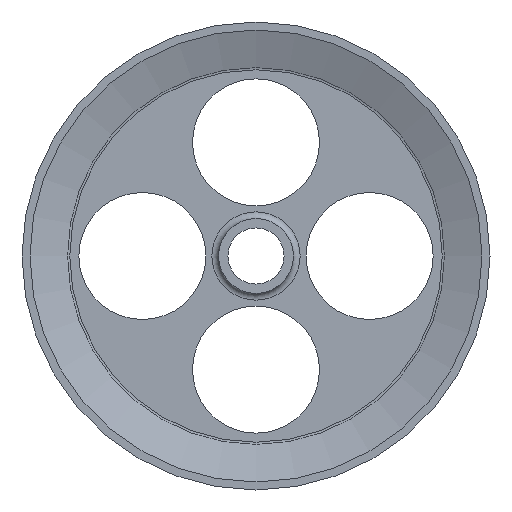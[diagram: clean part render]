
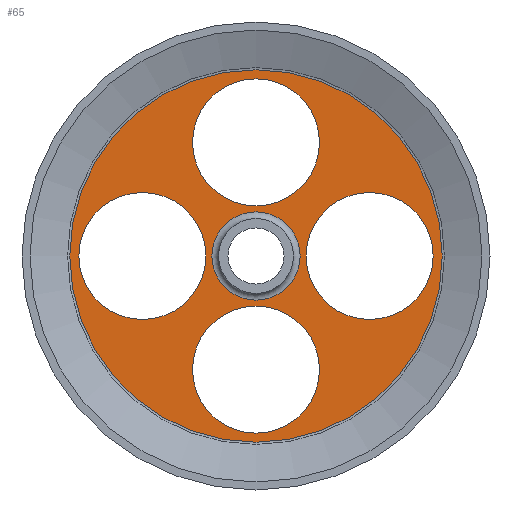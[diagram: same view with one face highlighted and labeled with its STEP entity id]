
A CAD part, left-side view. The second image highlights one B-rep face of the part: STEP entity #65.
In plain terms, the highlighted planar face has unit normal (-1, 0, 0).
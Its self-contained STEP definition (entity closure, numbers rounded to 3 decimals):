
#3 = FACE_BOUND ( 'NONE', #647, .T. ) ;
#19 = CARTESIAN_POINT ( 'NONE',  ( 10.5, -85., 0. ) ) ;
#44 = AXIS2_PLACEMENT_3D ( 'NONE', #672, #564, #450 ) ;
#50 = ORIENTED_EDGE ( 'NONE', *, *, #517, .F. ) ;
#65 = ADVANCED_FACE ( 'NONE', ( #541, #3, #177, #380, #174, #223 ), #393, .F. ) ;
#66 = DIRECTION ( 'NONE',  ( 0., 0., 1. ) ) ;
#86 = ORIENTED_EDGE ( 'NONE', *, *, #262, .F. ) ;
#90 = VERTEX_POINT ( 'NONE', #423 ) ;
#102 = EDGE_LOOP ( 'NONE', ( #692 ) ) ;
#118 = DIRECTION ( 'NONE',  ( -1., 0., 0. ) ) ;
#119 = AXIS2_PLACEMENT_3D ( 'NONE', #534, #336, #66 ) ;
#142 = AXIS2_PLACEMENT_3D ( 'NONE', #160, #432, #495 ) ;
#154 = AXIS2_PLACEMENT_3D ( 'NONE', #410, #629, #467 ) ;
#160 = CARTESIAN_POINT ( 'NONE',  ( 10.5, 33., 0. ) ) ;
#171 = EDGE_LOOP ( 'NONE', ( #673 ) ) ;
#174 = FACE_BOUND ( 'NONE', #171, .T. ) ;
#177 = FACE_BOUND ( 'NONE', #475, .T. ) ;
#179 = CIRCLE ( 'NONE', #571, 47.5 ) ;
#215 = CARTESIAN_POINT ( 'NONE',  ( 10.5, 0., 0. ) ) ;
#223 = FACE_OUTER_BOUND ( 'NONE', #102, .T. ) ;
#224 = CIRCLE ( 'NONE', #119, 139.27 ) ;
#248 = EDGE_CURVE ( 'NONE', #264, #264, #179, .T. ) ;
#253 = CARTESIAN_POINT ( 'NONE',  ( 10.5, 0., 139.27 ) ) ;
#256 = CIRCLE ( 'NONE', #502, 47.5 ) ;
#262 = EDGE_CURVE ( 'NONE', #514, #514, #448, .T. ) ;
#264 = VERTEX_POINT ( 'NONE', #471 ) ;
#275 = DIRECTION ( 'NONE',  ( 0., 0., 1. ) ) ;
#301 = CIRCLE ( 'NONE', #350, 33. ) ;
#336 = DIRECTION ( 'NONE',  ( -1., 0., 0. ) ) ;
#350 = AXIS2_PLACEMENT_3D ( 'NONE', #215, #118, #596 ) ;
#360 = ORIENTED_EDGE ( 'NONE', *, *, #390, .F. ) ;
#365 = VERTEX_POINT ( 'NONE', #691 ) ;
#374 = EDGE_LOOP ( 'NONE', ( #360 ) ) ;
#380 = FACE_BOUND ( 'NONE', #557, .T. ) ;
#390 = EDGE_CURVE ( 'NONE', #365, #365, #600, .T. ) ;
#393 = PLANE ( 'NONE',  #142 ) ;
#408 = DIRECTION ( 'NONE',  ( -1., 0., 0. ) ) ;
#410 = CARTESIAN_POINT ( 'NONE',  ( 10.5, 0., 85. ) ) ;
#423 = CARTESIAN_POINT ( 'NONE',  ( 10.5, 0., 33. ) ) ;
#432 = DIRECTION ( 'NONE',  ( 1., 0., 0. ) ) ;
#433 = CARTESIAN_POINT ( 'NONE',  ( 10.5, 0., -85. ) ) ;
#448 = CIRCLE ( 'NONE', #44, 47.5 ) ;
#450 = DIRECTION ( 'NONE',  ( 0., 0., 1. ) ) ;
#467 = DIRECTION ( 'NONE',  ( 0., 0., 1. ) ) ;
#468 = CARTESIAN_POINT ( 'NONE',  ( 10.5, 85., 47.5 ) ) ;
#471 = CARTESIAN_POINT ( 'NONE',  ( 10.5, -85., 47.5 ) ) ;
#475 = EDGE_LOOP ( 'NONE', ( #50 ) ) ;
#495 = DIRECTION ( 'NONE',  ( 0., 0., -1. ) ) ;
#502 = AXIS2_PLACEMENT_3D ( 'NONE', #433, #539, #275 ) ;
#514 = VERTEX_POINT ( 'NONE', #468 ) ;
#517 = EDGE_CURVE ( 'NONE', #636, #636, #256, .T. ) ;
#534 = CARTESIAN_POINT ( 'NONE',  ( 10.5, 0., 0. ) ) ;
#539 = DIRECTION ( 'NONE',  ( -1., 0., 0. ) ) ;
#541 = FACE_BOUND ( 'NONE', #374, .T. ) ;
#557 = EDGE_LOOP ( 'NONE', ( #86 ) ) ;
#561 = EDGE_CURVE ( 'NONE', #90, #90, #301, .T. ) ;
#564 = DIRECTION ( 'NONE',  ( -1., 0., 0. ) ) ;
#571 = AXIS2_PLACEMENT_3D ( 'NONE', #19, #408, #666 ) ;
#591 = VERTEX_POINT ( 'NONE', #253 ) ;
#596 = DIRECTION ( 'NONE',  ( 0., 0., 1. ) ) ;
#600 = CIRCLE ( 'NONE', #154, 47.5 ) ;
#622 = ORIENTED_EDGE ( 'NONE', *, *, #248, .F. ) ;
#629 = DIRECTION ( 'NONE',  ( -1., 0., 0. ) ) ;
#636 = VERTEX_POINT ( 'NONE', #646 ) ;
#641 = EDGE_CURVE ( 'NONE', #591, #591, #224, .T. ) ;
#646 = CARTESIAN_POINT ( 'NONE',  ( 10.5, 0., -37.5 ) ) ;
#647 = EDGE_LOOP ( 'NONE', ( #622 ) ) ;
#666 = DIRECTION ( 'NONE',  ( 0., 0., 1. ) ) ;
#672 = CARTESIAN_POINT ( 'NONE',  ( 10.5, 85., 0. ) ) ;
#673 = ORIENTED_EDGE ( 'NONE', *, *, #561, .F. ) ;
#691 = CARTESIAN_POINT ( 'NONE',  ( 10.5, 0., 132.5 ) ) ;
#692 = ORIENTED_EDGE ( 'NONE', *, *, #641, .T. ) ;
